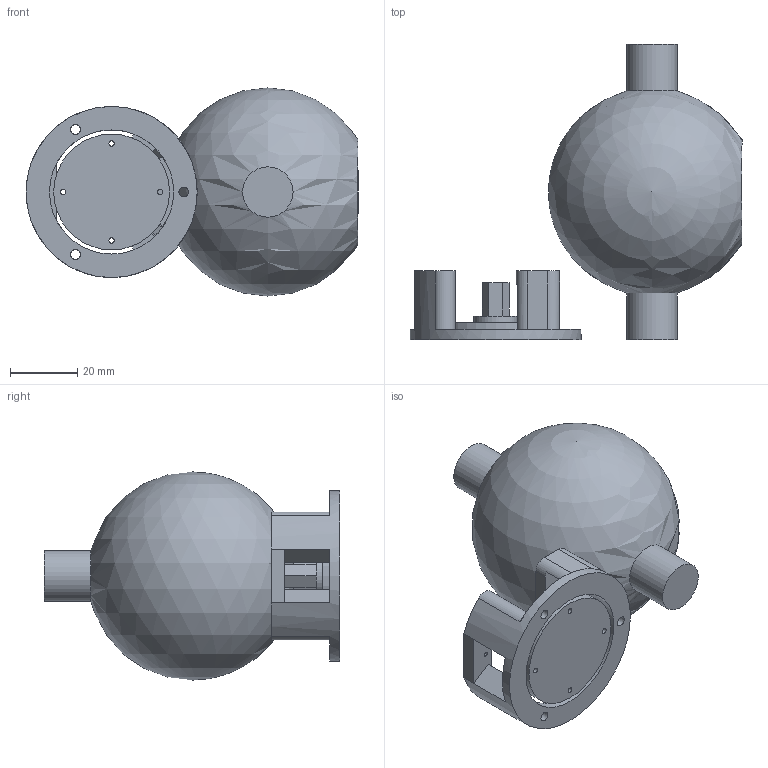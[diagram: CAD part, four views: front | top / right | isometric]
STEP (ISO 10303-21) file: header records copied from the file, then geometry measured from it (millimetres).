
FILE_DESCRIPTION(/* description */ (''),/* implementation_level */ '2;1');
FILE_NAME(/* name */ 'Ensamble inicial_ IMPRESION_3D.stp',/* time_stamp */ '2019-12-10T13:02:44-06:00',/* author */ ('Daniel'),/* organization */ (''),/* preprocessor_version */ 'ST-DEVELOPER v18',/* originating_system */ 'Autodesk Inventor 2020',/* authorisation */ '');
FILE_SCHEMA (('AUTOMOTIVE_DESIGN { 1 0 10303 214 3 1 1 }'));
Length unit declared in the file: millimetre
Products named in the file (4): Ensamble inicial_ IMPRESION_3D; Dosificador; Exagono; Soporte_Servo
Assembly tree (3 placements, depth 2):
  Ensamble inicial_ IMPRESION_3D
    Dosificador
    Exagono
    Soporte_Servo
Bounding box: 98.92 x 88 x 62.04 mm (x, y, z)
Volume: 50915.4 mm3; surface area: 31839.9 mm2
Topology: 3 solids, 3 shells, 70 faces, 210 edges, 143 vertices
Faces by surface type: plane 46, cylinder 22, sphere 2
Full cylindrical faces by diameter (mm): 1.2 x2, 1.6 x4, 2.9 x3, 13 x1, 15 x2, 31.02 x1, 34.5 x1, 37 x1, 51 x1
Entity records: 2592 total; most frequent: DIRECTION 446, CARTESIAN_POINT 426, ORIENTED_EDGE 412, EDGE_CURVE 206, AXIS2_PLACEMENT_3D 163, VERTEX_POINT 143, LINE 120, VECTOR 120
